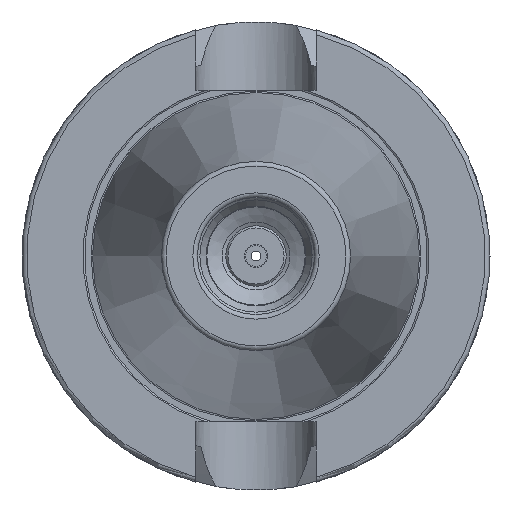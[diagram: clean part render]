
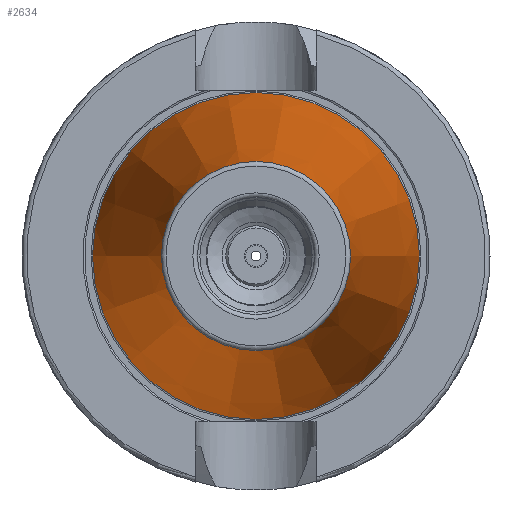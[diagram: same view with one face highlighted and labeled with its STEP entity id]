
A CAD part, left-side view. The second image highlights one B-rep face of the part: STEP entity #2634.
In plain terms, the highlighted conical face has half-angle 8.297 degrees and reference radius 27.564 mm.
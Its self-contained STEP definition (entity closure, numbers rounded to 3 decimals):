
#2600=CARTESIAN_POINT('',(-100.944,20.204,0.0));
#2601=VERTEX_POINT('',#2600);
#2602=CARTESIAN_POINT('',(-100.944,0.0,0.0));
#2603=DIRECTION('',(1.0,0.0,0.0));
#2604=DIRECTION('',(0.0,1.0,0.0));
#2605=AXIS2_PLACEMENT_3D('',#2602,#2603,#2604);
#2606=CIRCLE('',#2605,20.204);
#2607=EDGE_CURVE('',#2601,#2601,#2606,.T.);
#2615=CARTESIAN_POINT('',(-50.472,0.0,0.0));
#2616=DIRECTION('',(1.0,0.0,0.0));
#2617=DIRECTION('',(0.0,1.0,0.0));
#2618=AXIS2_PLACEMENT_3D('',#2615,#2616,#2617);
#2619=CONICAL_SURFACE('',#2618,27.564,8.297);
#2620=CARTESIAN_POINT('',(0.0,34.925,0.0));
#2621=VERTEX_POINT('',#2620);
#2622=CARTESIAN_POINT('',(0.0,0.0,0.0));
#2623=DIRECTION('',(1.0,0.0,0.0));
#2624=DIRECTION('',(0.0,1.0,0.0));
#2625=AXIS2_PLACEMENT_3D('',#2622,#2623,#2624);
#2626=CIRCLE('',#2625,34.925);
#2627=EDGE_CURVE('',#2621,#2621,#2626,.T.);
#2628=ORIENTED_EDGE('',*,*,#2627,.F.);
#2629=EDGE_LOOP('',(#2628));
#2630=FACE_OUTER_BOUND('',#2629,.T.);
#2631=ORIENTED_EDGE('',*,*,#2607,.T.);
#2632=EDGE_LOOP('',(#2631));
#2633=FACE_BOUND('',#2632,.T.);
#2634=ADVANCED_FACE('',(#2630,#2633),#2619,.T.);
